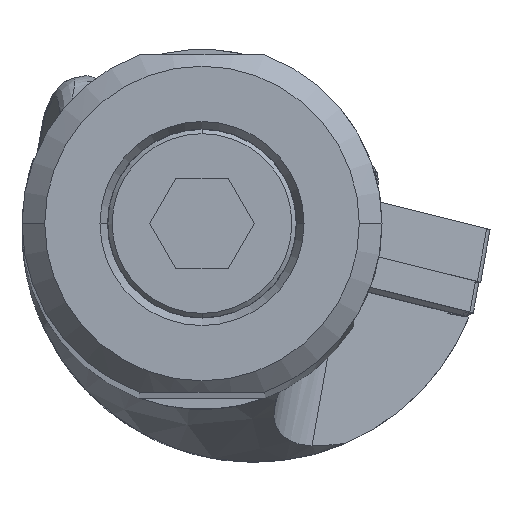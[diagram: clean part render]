
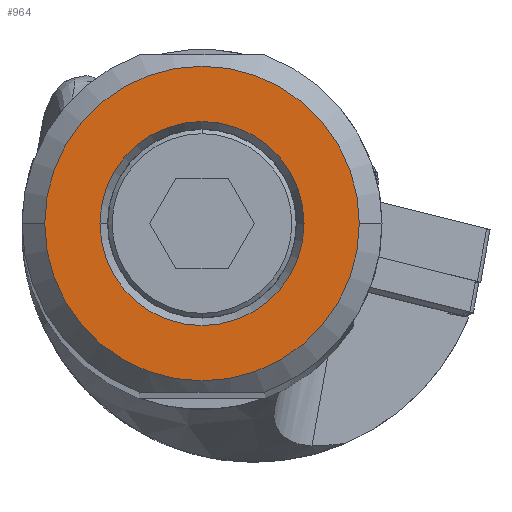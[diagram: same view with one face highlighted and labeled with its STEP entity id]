
A CAD part, top view. The second image highlights one B-rep face of the part: STEP entity #964.
In plain terms, the highlighted planar face has unit normal (0, 0, 1).
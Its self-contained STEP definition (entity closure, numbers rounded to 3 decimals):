
#964=ADVANCED_FACE('',(#1403,#1404),#1302,.T.);
#1302=PLANE('',#6699);
#1403=FACE_BOUND('',#1447,.T.);
#1404=FACE_BOUND('',#1448,.T.);
#1447=EDGE_LOOP('',(#1862,#1863));
#1448=EDGE_LOOP('',(#1864,#1865));
#1862=ORIENTED_EDGE('',*,*,#4538,.F.);
#1863=ORIENTED_EDGE('',*,*,#4539,.F.);
#1864=ORIENTED_EDGE('',*,*,#4540,.F.);
#1865=ORIENTED_EDGE('',*,*,#4541,.F.);
#3852=VERTEX_POINT('',#9090);
#3853=VERTEX_POINT('',#9091);
#3854=VERTEX_POINT('',#9094);
#3855=VERTEX_POINT('',#9095);
#4538=EDGE_CURVE('',#3852,#3853,#5544,.T.);
#4539=EDGE_CURVE('',#3853,#3852,#5545,.T.);
#4540=EDGE_CURVE('',#3854,#3855,#5546,.T.);
#4541=EDGE_CURVE('',#3855,#3854,#5547,.T.);
#5544=CIRCLE('',#6695,13.875);
#5545=CIRCLE('',#6696,13.875);
#5546=CIRCLE('',#6697,9.);
#5547=CIRCLE('',#6698,9.);
#6695=AXIS2_PLACEMENT_3D('',#9089,#7429,#7430);
#6696=AXIS2_PLACEMENT_3D('',#9092,#7431,#7432);
#6697=AXIS2_PLACEMENT_3D('',#9093,#7433,#7434);
#6698=AXIS2_PLACEMENT_3D('',#9096,#7435,#7436);
#6699=AXIS2_PLACEMENT_3D('',#9097,#7437,#7438);
#7429=DIRECTION('',(0.,0.,-1.));
#7430=DIRECTION('',(-1.,0.,0.));
#7431=DIRECTION('',(0.,0.,-1.));
#7432=DIRECTION('',(1.,0.,0.));
#7433=DIRECTION('',(0.,0.,1.));
#7434=DIRECTION('',(-1.,0.,0.));
#7435=DIRECTION('',(0.,0.,1.));
#7436=DIRECTION('',(1.,0.,0.));
#7437=DIRECTION('',(0.,0.,1.));
#7438=DIRECTION('',(-1.,0.,0.));
#9089=CARTESIAN_POINT('',(0.,0.,0.));
#9090=CARTESIAN_POINT('',(-13.875,0.,0.));
#9091=CARTESIAN_POINT('',(13.875,0.,0.));
#9092=CARTESIAN_POINT('',(0.,0.,0.));
#9093=CARTESIAN_POINT('',(0.,0.,0.));
#9094=CARTESIAN_POINT('',(-9.,0.,0.));
#9095=CARTESIAN_POINT('',(9.,0.,0.));
#9096=CARTESIAN_POINT('',(0.,0.,0.));
#9097=CARTESIAN_POINT('',(0.,0.,0.));
